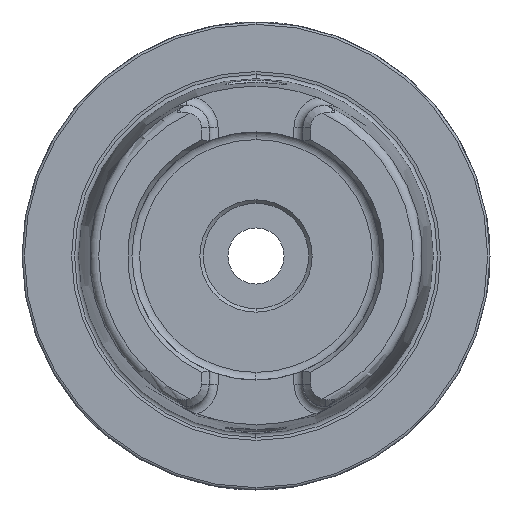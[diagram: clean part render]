
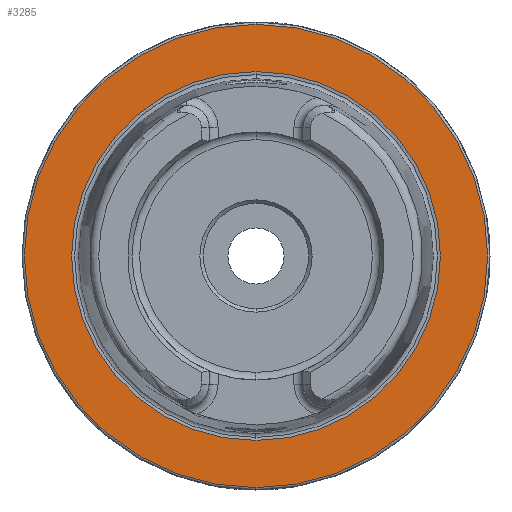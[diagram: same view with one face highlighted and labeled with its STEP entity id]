
A CAD part, left-side view. The second image highlights one B-rep face of the part: STEP entity #3285.
In plain terms, the highlighted planar face has unit normal (-1, 0, 0).
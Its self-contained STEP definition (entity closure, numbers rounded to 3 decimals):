
#488 = EDGE_LOOP ( 'NONE', ( #3846, #3844 ) ) ;
#1277 = DIRECTION ( 'NONE',  ( 0., 0., 1. ) ) ;
#1279 = DIRECTION ( 'NONE',  ( -1., 0., 0. ) ) ;
#1280 = CARTESIAN_POINT ( 'NONE',  ( 0., 0., 0. ) ) ;
#1291 = DIRECTION ( 'NONE',  ( 0., 0., 1. ) ) ;
#1292 = DIRECTION ( 'NONE',  ( -1., 0., 0. ) ) ;
#1293 = CARTESIAN_POINT ( 'NONE',  ( 0., 0., 0. ) ) ;
#3285 = ADVANCED_FACE ( 'NONE', ( #5581, #5595 ), #5596, .F. ) ;
#3842 = ORIENTED_EDGE ( 'NONE', *, *, #5237, .F. ) ;
#3844 = ORIENTED_EDGE ( 'NONE', *, *, #4032, .T. ) ;
#3845 = ORIENTED_EDGE ( 'NONE', *, *, #4033, .F. ) ;
#3846 = ORIENTED_EDGE ( 'NONE', *, *, #5241, .T. ) ;
#4032 = EDGE_CURVE ( 'NONE', #7843, #7844, #7397, .T. ) ;
#4033 = EDGE_CURVE ( 'NONE', #7846, #7851, #7389, .T. ) ;
#4762 = DIRECTION ( 'NONE',  ( 0., 0., 1. ) ) ;
#4764 = CARTESIAN_POINT ( 'NONE',  ( 0., 0., 0. ) ) ;
#4774 = DIRECTION ( 'NONE',  ( -1., 0., 0. ) ) ;
#4778 = DIRECTION ( 'NONE',  ( 0., 0., 1. ) ) ;
#4779 = DIRECTION ( 'NONE',  ( -1., 0., 0. ) ) ;
#4783 = CARTESIAN_POINT ( 'NONE',  ( 0., 0., 0. ) ) ;
#5136 = AXIS2_PLACEMENT_3D ( 'NONE', #5646, #5577, #5576 ) ;
#5237 = EDGE_CURVE ( 'NONE', #7851, #7846, #8121, .T. ) ;
#5241 = EDGE_CURVE ( 'NONE', #7844, #7843, #8133, .T. ) ;
#5576 = DIRECTION ( 'NONE',  ( 0., 0., -1. ) ) ;
#5577 = DIRECTION ( 'NONE',  ( 1., 0., 0. ) ) ;
#5581 = FACE_BOUND ( 'NONE', #6541, .T. ) ;
#5595 = FACE_OUTER_BOUND ( 'NONE', #488, .T. ) ;
#5596 = PLANE ( 'NONE',  #5136 ) ;
#5646 = CARTESIAN_POINT ( 'NONE',  ( 0., 49.5, 0. ) ) ;
#6079 = CARTESIAN_POINT ( 'NONE',  ( 0., 0., -49.5 ) ) ;
#6080 = CARTESIAN_POINT ( 'NONE',  ( 0., 0., 49.5 ) ) ;
#6082 = CARTESIAN_POINT ( 'NONE',  ( 0., 0., 39.405 ) ) ;
#6087 = CARTESIAN_POINT ( 'NONE',  ( 0., 0., -39.405 ) ) ;
#6541 = EDGE_LOOP ( 'NONE', ( #3845, #3842 ) ) ;
#7389 = CIRCLE ( 'NONE', #7401, 39.405 ) ;
#7397 = CIRCLE ( 'NONE', #7399, 49.5 ) ;
#7399 = AXIS2_PLACEMENT_3D ( 'NONE', #4783, #4779, #4778 ) ;
#7401 = AXIS2_PLACEMENT_3D ( 'NONE', #4764, #4774, #4762 ) ;
#7843 = VERTEX_POINT ( 'NONE', #6079 ) ;
#7844 = VERTEX_POINT ( 'NONE', #6080 ) ;
#7846 = VERTEX_POINT ( 'NONE', #6082 ) ;
#7851 = VERTEX_POINT ( 'NONE', #6087 ) ;
#8121 = CIRCLE ( 'NONE', #8129, 39.405 ) ;
#8129 = AXIS2_PLACEMENT_3D ( 'NONE', #1293, #1292, #1291 ) ;
#8133 = CIRCLE ( 'NONE', #8136, 49.5 ) ;
#8136 = AXIS2_PLACEMENT_3D ( 'NONE', #1280, #1279, #1277 ) ;
